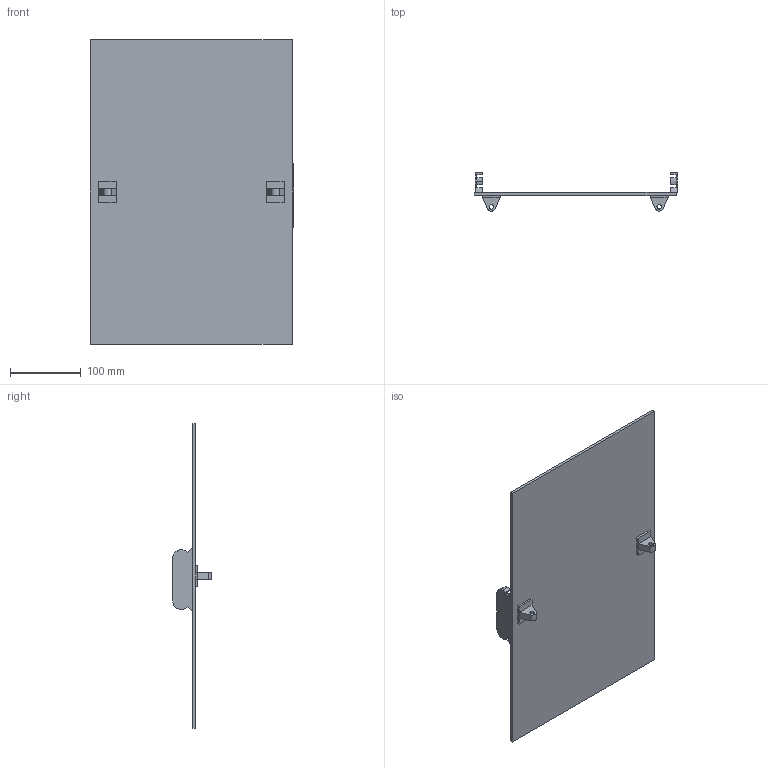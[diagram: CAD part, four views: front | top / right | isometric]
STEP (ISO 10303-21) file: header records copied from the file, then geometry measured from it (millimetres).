
FILE_DESCRIPTION (( 'STEP AP214' ), '1' );
FILE_NAME ('bedplate.STEP', '2020-12-08T06:07:46', ( 'user' ), ( '' ), 'SwSTEP 2.0', 'SolidWorks 2020', '' );
FILE_SCHEMA (( 'AUTOMOTIVE_DESIGN' ));
Length unit declared in the file: millimetre
Products named in the file (4): bed_plate; Shaft_guide_block; Belt_BedPlate; bedplate
Assembly tree (5 placements, depth 2):
  bedplate
    bed_plate
    Shaft_guide_block  x2
    Belt_BedPlate  x2
Bounding box: 287.13 x 54.24 x 430 mm (x, y, z)
Volume: 527371.1 mm3; surface area: 276043.4 mm2
Topology: 9 solids, 9 shells, 142 faces, 350 edges, 232 vertices
Faces by surface type: plane 102, cylinder 40
Entity records: 2383 total; most frequent: DIRECTION 399, CARTESIAN_POINT 383, ORIENTED_EDGE 362, EDGE_CURVE 181, AXIS2_PLACEMENT_3D 136, LINE 127, VECTOR 127, VERTEX_POINT 120
